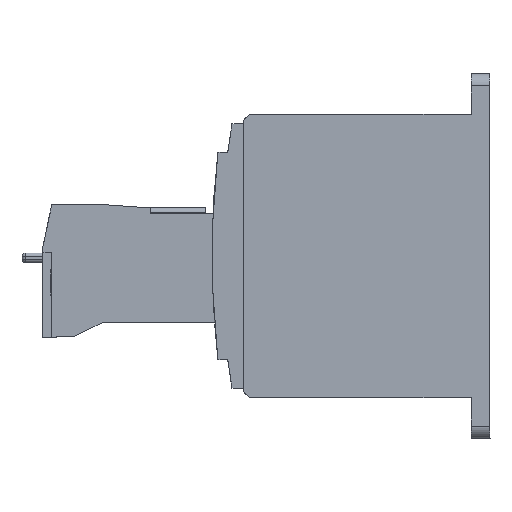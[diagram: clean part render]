
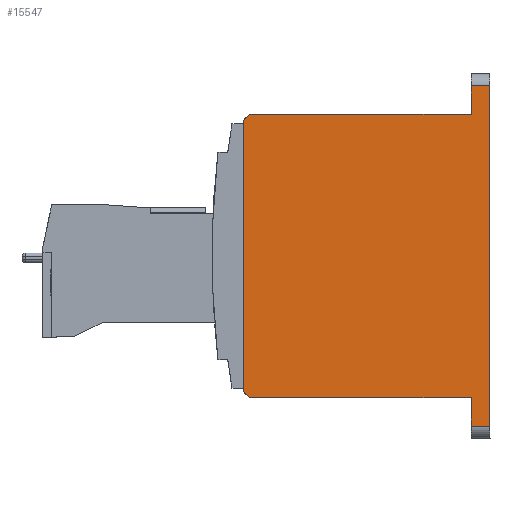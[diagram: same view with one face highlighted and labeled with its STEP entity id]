
A CAD part, left-side view. The second image highlights one B-rep face of the part: STEP entity #15547.
In plain terms, the highlighted planar face has unit normal (-1, 0, 0).
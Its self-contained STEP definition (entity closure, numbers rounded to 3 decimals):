
#370 = ORIENTED_EDGE ( 'NONE', *, *, #4099, .F. ) ;
#479 = AXIS2_PLACEMENT_3D ( 'NONE', #24755, #35887, #7374 ) ;
#846 = VECTOR ( 'NONE', #17343, 1000. ) ;
#1210 = LINE ( 'NONE', #9055, #17462 ) ;
#1218 = VERTEX_POINT ( 'NONE', #33685 ) ;
#1308 = LINE ( 'NONE', #2726, #846 ) ;
#1789 = VECTOR ( 'NONE', #23424, 1000. ) ;
#2292 = LINE ( 'NONE', #8270, #34858 ) ;
#2573 = ORIENTED_EDGE ( 'NONE', *, *, #17187, .F. ) ;
#2726 = CARTESIAN_POINT ( 'NONE',  ( -54.5, 5.981, -58. ) ) ;
#3120 = ORIENTED_EDGE ( 'NONE', *, *, #7657, .T. ) ;
#3786 = DIRECTION ( 'NONE',  ( 0., -1., 0. ) ) ;
#3925 = CARTESIAN_POINT ( 'NONE',  ( -54.5, 78.477, 42.996 ) ) ;
#4004 = VERTEX_POINT ( 'NONE', #5711 ) ;
#4042 = VERTEX_POINT ( 'NONE', #3925 ) ;
#4099 = EDGE_CURVE ( 'NONE', #4042, #4126, #21939, .T. ) ;
#4126 = VERTEX_POINT ( 'NONE', #18643 ) ;
#4530 = LINE ( 'NONE', #14762, #1789 ) ;
#5628 = LINE ( 'NONE', #23984, #25473 ) ;
#5711 = CARTESIAN_POINT ( 'NONE',  ( -54.5, 0., -54.08 ) ) ;
#7185 = CARTESIAN_POINT ( 'NONE',  ( -54.5, -215.1, 54.08 ) ) ;
#7374 = DIRECTION ( 'NONE',  ( 0., 0., 1. ) ) ;
#7657 = EDGE_CURVE ( 'NONE', #25518, #4004, #29956, .T. ) ;
#8270 = CARTESIAN_POINT ( 'NONE',  ( -54.5, 5.981, -44.981 ) ) ;
#8878 = CARTESIAN_POINT ( 'NONE',  ( -54.5, 76.492, 44.981 ) ) ;
#9055 = CARTESIAN_POINT ( 'NONE',  ( -54.5, 78.477, -58. ) ) ;
#9084 = VERTEX_POINT ( 'NONE', #20400 ) ;
#10928 = DIRECTION ( 'NONE',  ( 0., 0.707, 0.707 ) ) ;
#11286 = DIRECTION ( 'NONE',  ( 0., 1., 0. ) ) ;
#11557 = ORIENTED_EDGE ( 'NONE', *, *, #30659, .F. ) ;
#11626 = EDGE_CURVE ( 'NONE', #9084, #4004, #30175, .T. ) ;
#11681 = EDGE_CURVE ( 'NONE', #25518, #22440, #1308, .T. ) ;
#11828 = CARTESIAN_POINT ( 'NONE',  ( -54.5, 5.981, -54.08 ) ) ;
#11839 = VECTOR ( 'NONE', #18496, 1000. ) ;
#12087 = VECTOR ( 'NONE', #24115, 1000. ) ;
#12694 = CARTESIAN_POINT ( 'NONE',  ( -54.5, 76.492, -44.981 ) ) ;
#13321 = VERTEX_POINT ( 'NONE', #24929 ) ;
#13732 = DIRECTION ( 'NONE',  ( 0., 0., -1. ) ) ;
#14762 = CARTESIAN_POINT ( 'NONE',  ( -54.5, 5.981, 58. ) ) ;
#14959 = EDGE_CURVE ( 'NONE', #9084, #13321, #31678, .T. ) ;
#15547 = ADVANCED_FACE ( 'NONE', ( #29374 ), #27539, .T. ) ;
#16427 = ORIENTED_EDGE ( 'NONE', *, *, #11681, .F. ) ;
#16630 = EDGE_CURVE ( 'NONE', #1218, #13321, #4530, .T. ) ;
#17187 = EDGE_CURVE ( 'NONE', #30902, #4042, #1210, .T. ) ;
#17206 = DIRECTION ( 'NONE',  ( 0., -1., 0. ) ) ;
#17343 = DIRECTION ( 'NONE',  ( 0., 0., 1. ) ) ;
#17462 = VECTOR ( 'NONE', #23904, 1000. ) ;
#17565 = VECTOR ( 'NONE', #13732, 1000. ) ;
#18496 = DIRECTION ( 'NONE',  ( 0., 1., 0. ) ) ;
#18643 = CARTESIAN_POINT ( 'NONE',  ( -54.5, 76.492, 44.981 ) ) ;
#18986 = EDGE_CURVE ( 'NONE', #4126, #1218, #5628, .T. ) ;
#19912 = EDGE_LOOP ( 'NONE', ( #16427, #3120, #35274, #22204, #33081, #31515, #370, #2573, #11557, #26116 ) ) ;
#20400 = CARTESIAN_POINT ( 'NONE',  ( -54.5, 0., 54.08 ) ) ;
#20980 = VECTOR ( 'NONE', #17206, 1000. ) ;
#21108 = CARTESIAN_POINT ( 'NONE',  ( -54.5, 78.477, -42.996 ) ) ;
#21939 = LINE ( 'NONE', #8878, #12087 ) ;
#21993 = CARTESIAN_POINT ( 'NONE',  ( -54.5, 76.492, -44.981 ) ) ;
#22204 = ORIENTED_EDGE ( 'NONE', *, *, #14959, .T. ) ;
#22440 = VERTEX_POINT ( 'NONE', #28033 ) ;
#22639 = VERTEX_POINT ( 'NONE', #12694 ) ;
#23424 = DIRECTION ( 'NONE',  ( 0., 0., 1. ) ) ;
#23687 = LINE ( 'NONE', #21993, #29994 ) ;
#23878 = EDGE_CURVE ( 'NONE', #22440, #22639, #2292, .T. ) ;
#23904 = DIRECTION ( 'NONE',  ( 0., 0., 1. ) ) ;
#23984 = CARTESIAN_POINT ( 'NONE',  ( -54.5, 5.981, 44.981 ) ) ;
#24115 = DIRECTION ( 'NONE',  ( 0., -0.707, 0.707 ) ) ;
#24755 = CARTESIAN_POINT ( 'NONE',  ( -54.5, -215.1, 0. ) ) ;
#24929 = CARTESIAN_POINT ( 'NONE',  ( -54.5, 5.981, 54.08 ) ) ;
#25473 = VECTOR ( 'NONE', #3786, 1000. ) ;
#25518 = VERTEX_POINT ( 'NONE', #11828 ) ;
#25675 = CARTESIAN_POINT ( 'NONE',  ( -54.5, -215.1, -54.08 ) ) ;
#26116 = ORIENTED_EDGE ( 'NONE', *, *, #23878, .F. ) ;
#27539 = PLANE ( 'NONE',  #479 ) ;
#27957 = CARTESIAN_POINT ( 'NONE',  ( -54.5, 0., 58. ) ) ;
#28033 = CARTESIAN_POINT ( 'NONE',  ( -54.5, 5.981, -44.981 ) ) ;
#29374 = FACE_OUTER_BOUND ( 'NONE', #19912, .T. ) ;
#29956 = LINE ( 'NONE', #25675, #20980 ) ;
#29994 = VECTOR ( 'NONE', #10928, 1000. ) ;
#30175 = LINE ( 'NONE', #27957, #17565 ) ;
#30659 = EDGE_CURVE ( 'NONE', #22639, #30902, #23687, .T. ) ;
#30902 = VERTEX_POINT ( 'NONE', #21108 ) ;
#31515 = ORIENTED_EDGE ( 'NONE', *, *, #18986, .F. ) ;
#31678 = LINE ( 'NONE', #7185, #11839 ) ;
#33081 = ORIENTED_EDGE ( 'NONE', *, *, #16630, .F. ) ;
#33685 = CARTESIAN_POINT ( 'NONE',  ( -54.5, 5.981, 44.981 ) ) ;
#34858 = VECTOR ( 'NONE', #11286, 1000. ) ;
#35274 = ORIENTED_EDGE ( 'NONE', *, *, #11626, .F. ) ;
#35887 = DIRECTION ( 'NONE',  ( -1., 0., 0. ) ) ;
